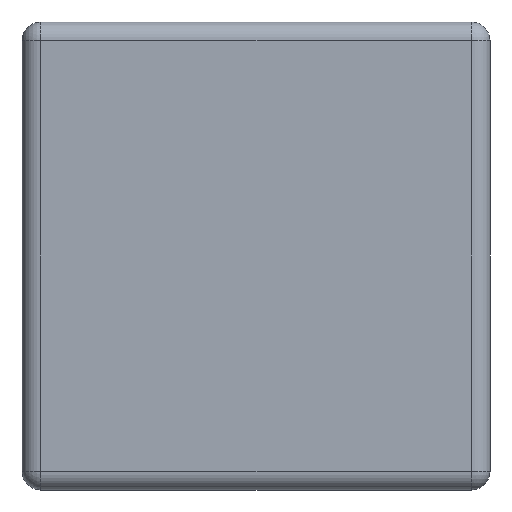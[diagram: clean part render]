
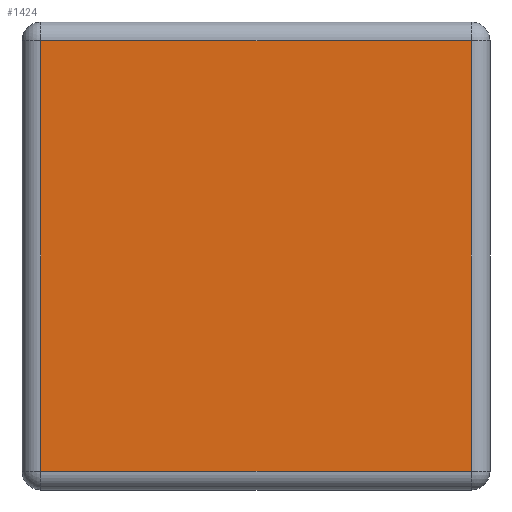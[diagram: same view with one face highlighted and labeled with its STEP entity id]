
A CAD part, left-side view. The second image highlights one B-rep face of the part: STEP entity #1424.
In plain terms, the highlighted planar face has unit normal (-1, 0, 0).
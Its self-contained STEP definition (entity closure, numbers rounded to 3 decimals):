
#8 = CARTESIAN_POINT ( 'NONE',  ( -1., 1.2, -0.625 ) ) ;
#90 = CARTESIAN_POINT ( 'NONE',  ( -1., 0.05, -0.575 ) ) ;
#92 = DIRECTION ( 'NONE',  ( 0., 0., 1. ) ) ;
#141 = CARTESIAN_POINT ( 'NONE',  ( -1., 1.2, -0.575 ) ) ;
#218 = ORIENTED_EDGE ( 'NONE', *, *, #1777, .T. ) ;
#318 = VERTEX_POINT ( 'NONE', #2079 ) ;
#457 = EDGE_CURVE ( 'NONE', #318, #705, #2606, .T. ) ;
#622 = CARTESIAN_POINT ( 'NONE',  ( -1., 2.646, -0.575 ) ) ;
#637 = LINE ( 'NONE', #622, #2039 ) ;
#705 = VERTEX_POINT ( 'NONE', #141 ) ;
#744 = DIRECTION ( 'NONE',  ( 0., 0., -1. ) ) ;
#756 = CARTESIAN_POINT ( 'NONE',  ( -1., 0.05, 0.575 ) ) ;
#872 = DIRECTION ( 'NONE',  ( 0., -1., 0. ) ) ;
#1172 = CARTESIAN_POINT ( 'NONE',  ( -1., 2.646, -0.625 ) ) ;
#1312 = FACE_OUTER_BOUND ( 'NONE', #2933, .T. ) ;
#1424 = ADVANCED_FACE ( 'NONE', ( #1312 ), #2349, .F. ) ;
#1442 = CARTESIAN_POINT ( 'NONE',  ( -1., 2.646, 0.575 ) ) ;
#1777 = EDGE_CURVE ( 'NONE', #3075, #318, #2829, .T. ) ;
#1850 = ORIENTED_EDGE ( 'NONE', *, *, #2262, .T. ) ;
#1971 = VECTOR ( 'NONE', #744, 1000. ) ;
#1991 = LINE ( 'NONE', #2467, #2925 ) ;
#2039 = VECTOR ( 'NONE', #872, 1000. ) ;
#2079 = CARTESIAN_POINT ( 'NONE',  ( -1., 1.2, 0.575 ) ) ;
#2112 = DIRECTION ( 'NONE',  ( 1., 0., 0. ) ) ;
#2262 = EDGE_CURVE ( 'NONE', #2589, #3075, #1991, .T. ) ;
#2334 = AXIS2_PLACEMENT_3D ( 'NONE', #1172, #2112, #3060 ) ;
#2349 = PLANE ( 'NONE',  #2334 ) ;
#2367 = DIRECTION ( 'NONE',  ( 0., 1., 0. ) ) ;
#2467 = CARTESIAN_POINT ( 'NONE',  ( -1., 0.05, -0.625 ) ) ;
#2469 = ORIENTED_EDGE ( 'NONE', *, *, #2598, .T. ) ;
#2536 = VECTOR ( 'NONE', #2367, 1000. ) ;
#2589 = VERTEX_POINT ( 'NONE', #90 ) ;
#2598 = EDGE_CURVE ( 'NONE', #705, #2589, #637, .T. ) ;
#2603 = ORIENTED_EDGE ( 'NONE', *, *, #457, .T. ) ;
#2606 = LINE ( 'NONE', #8, #1971 ) ;
#2829 = LINE ( 'NONE', #1442, #2536 ) ;
#2925 = VECTOR ( 'NONE', #92, 1000. ) ;
#2933 = EDGE_LOOP ( 'NONE', ( #2469, #1850, #218, #2603 ) ) ;
#3060 = DIRECTION ( 'NONE',  ( 0., 0., -1. ) ) ;
#3075 = VERTEX_POINT ( 'NONE', #756 ) ;
